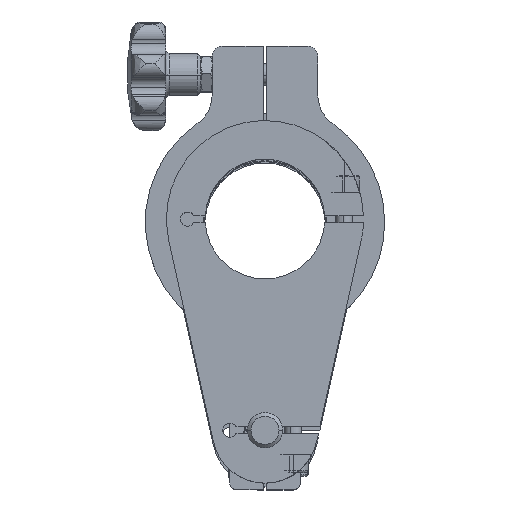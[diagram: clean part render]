
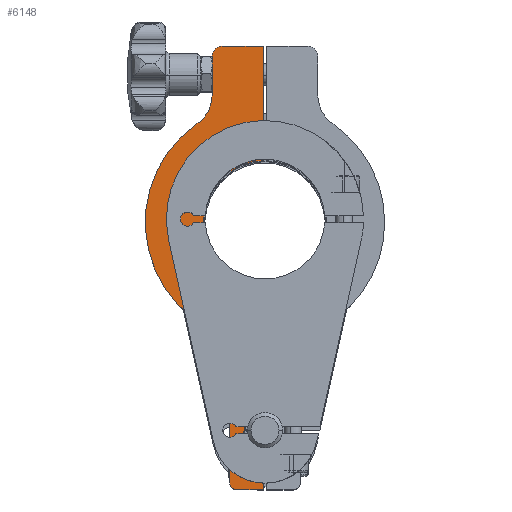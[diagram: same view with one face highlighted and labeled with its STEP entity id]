
A CAD part, top view. The second image highlights one B-rep face of the part: STEP entity #6148.
In plain terms, the highlighted planar face has unit normal (0, 0, 1).
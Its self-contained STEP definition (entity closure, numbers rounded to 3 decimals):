
#63 = CARTESIAN_POINT ( 'NONE',  ( -15., 46.98, -514. ) ) ;
#69 = ORIENTED_EDGE ( 'NONE', *, *, #1378, .F. ) ;
#119 = VERTEX_POINT ( 'NONE', #7409 ) ;
#159 = CARTESIAN_POINT ( 'NONE',  ( -10., -76.02, -514. ) ) ;
#193 = CARTESIAN_POINT ( 'NONE',  ( -19.318, 27.959, -514. ) ) ;
#240 = ORIENTED_EDGE ( 'NONE', *, *, #9413, .F. ) ;
#740 = VERTEX_POINT ( 'NONE', #10422 ) ;
#853 = EDGE_CURVE ( 'NONE', #740, #7973, #2155, .T. ) ;
#1172 = LINE ( 'NONE', #5060, #7935 ) ;
#1378 = EDGE_CURVE ( 'NONE', #119, #7070, #8925, .T. ) ;
#1399 = EDGE_CURVE ( 'NONE', #6412, #3488, #15333, .T. ) ;
#1424 = CARTESIAN_POINT ( 'NONE',  ( -12., 49.98, -514. ) ) ;
#1524 = CARTESIAN_POINT ( 'NONE',  ( -10., -74.02, -514. ) ) ;
#1601 = VECTOR ( 'NONE', #8015, 1000. ) ;
#1637 = CIRCLE ( 'NONE', #13620, 10. ) ;
#1754 = CARTESIAN_POINT ( 'NONE',  ( -20., -39.212, -514. ) ) ;
#1887 = CARTESIAN_POINT ( 'NONE',  ( -0.5, -65.979, -514. ) ) ;
#1985 = LINE ( 'NONE', #12483, #9190 ) ;
#2030 = ORIENTED_EDGE ( 'NONE', *, *, #5228, .T. ) ;
#2155 = CIRCLE ( 'NONE', #13657, 17.5 ) ;
#2213 = ORIENTED_EDGE ( 'NONE', *, *, #1399, .T. ) ;
#2271 = CARTESIAN_POINT ( 'NONE',  ( -10., -39.212, -514. ) ) ;
#2352 = CARTESIAN_POINT ( 'NONE',  ( -0.5, -80.02, -514. ) ) ;
#2821 = CARTESIAN_POINT ( 'NONE',  ( -0.5, -80.02, -514. ) ) ;
#3002 = VERTEX_POINT ( 'NONE', #1424 ) ;
#3104 = DIRECTION ( 'NONE',  ( 1., 0., 0. ) ) ;
#3488 = VERTEX_POINT ( 'NONE', #11216 ) ;
#3506 = CIRCLE ( 'NONE', #12243, 10. ) ;
#3841 = CARTESIAN_POINT ( 'NONE',  ( -8., -74.02, -514. ) ) ;
#3969 = DIRECTION ( 'NONE',  ( 1., 0., 0. ) ) ;
#4041 = DIRECTION ( 'NONE',  ( 1., 0., 0. ) ) ;
#4094 = ORIENTED_EDGE ( 'NONE', *, *, #15175, .T. ) ;
#4123 = DIRECTION ( 'NONE',  ( 0., 0., 1. ) ) ;
#4165 = DIRECTION ( 'NONE',  ( 0., 0., 1. ) ) ;
#4397 = AXIS2_PLACEMENT_3D ( 'NONE', #5875, #15422, #7246 ) ;
#4497 = AXIS2_PLACEMENT_3D ( 'NONE', #8002, #12108, #3969 ) ;
#4864 = CARTESIAN_POINT ( 'NONE',  ( -15.455, -30.304, -514. ) ) ;
#5060 = CARTESIAN_POINT ( 'NONE',  ( -15., 49.98, -514. ) ) ;
#5186 = DIRECTION ( 'NONE',  ( 1., 0., 0. ) ) ;
#5228 = EDGE_CURVE ( 'NONE', #7169, #9301, #3506, .T. ) ;
#5288 = ORIENTED_EDGE ( 'NONE', *, *, #5648, .T. ) ;
#5648 = EDGE_CURVE ( 'NONE', #740, #7338, #8788, .T. ) ;
#5828 = ORIENTED_EDGE ( 'NONE', *, *, #10241, .T. ) ;
#5875 = CARTESIAN_POINT ( 'NONE',  ( 0., -0.02, -514. ) ) ;
#6148 = ADVANCED_FACE ( 'NONE', ( #6866 ), #6639, .T. ) ;
#6226 = DIRECTION ( 'NONE',  ( 0., 0., 1. ) ) ;
#6249 = CIRCLE ( 'NONE', #4397, 34. ) ;
#6268 = VERTEX_POINT ( 'NONE', #193 ) ;
#6412 = VERTEX_POINT ( 'NONE', #7271 ) ;
#6417 = CIRCLE ( 'NONE', #13856, 2. ) ;
#6639 = PLANE ( 'NONE',  #4497 ) ;
#6669 = AXIS2_PLACEMENT_3D ( 'NONE', #14383, #6226, #15769 ) ;
#6721 = EDGE_CURVE ( 'NONE', #7453, #6412, #6417, .T. ) ;
#6866 = FACE_OUTER_BOUND ( 'NONE', #7832, .T. ) ;
#7070 = VERTEX_POINT ( 'NONE', #1887 ) ;
#7169 = VERTEX_POINT ( 'NONE', #4864 ) ;
#7179 = VECTOR ( 'NONE', #17038, 1000. ) ;
#7246 = DIRECTION ( 'NONE',  ( 1., 0., 0. ) ) ;
#7271 = CARTESIAN_POINT ( 'NONE',  ( -8., -76.02, -514. ) ) ;
#7338 = VERTEX_POINT ( 'NONE', #12136 ) ;
#7409 = CARTESIAN_POINT ( 'NONE',  ( -0.5, -54.021, -514. ) ) ;
#7453 = VERTEX_POINT ( 'NONE', #1524 ) ;
#7819 = DIRECTION ( 'NONE',  ( 0., 0., -1. ) ) ;
#7832 = EDGE_LOOP ( 'NONE', ( #240, #8779, #11714, #4094, #9050, #2030, #15231, #16585, #2213, #11618, #69, #5828, #17236, #5288 ) ) ;
#7935 = VECTOR ( 'NONE', #9184, 1000. ) ;
#7973 = VERTEX_POINT ( 'NONE', #8067 ) ;
#8002 = CARTESIAN_POINT ( 'NONE',  ( 0., -60.02, -514. ) ) ;
#8015 = DIRECTION ( 'NONE',  ( 0., 1., 0. ) ) ;
#8067 = CARTESIAN_POINT ( 'NONE',  ( -0.5, -17.513, -514. ) ) ;
#8435 = EDGE_CURVE ( 'NONE', #13444, #9712, #1172, .T. ) ;
#8502 = VECTOR ( 'NONE', #9640, 1000. ) ;
#8779 = ORIENTED_EDGE ( 'NONE', *, *, #14782, .T. ) ;
#8788 = LINE ( 'NONE', #9390, #1601 ) ;
#8925 = CIRCLE ( 'NONE', #15737, 6. ) ;
#9050 = ORIENTED_EDGE ( 'NONE', *, *, #15990, .T. ) ;
#9184 = DIRECTION ( 'NONE',  ( 0., -1., 0. ) ) ;
#9190 = VECTOR ( 'NONE', #4041, 1000. ) ;
#9301 = VERTEX_POINT ( 'NONE', #2271 ) ;
#9390 = CARTESIAN_POINT ( 'NONE',  ( -0.5, -80.02, -514. ) ) ;
#9413 = EDGE_CURVE ( 'NONE', #3002, #7338, #1985, .T. ) ;
#9640 = DIRECTION ( 'NONE',  ( 1., 0., 0. ) ) ;
#9712 = VERTEX_POINT ( 'NONE', #11925 ) ;
#9812 = LINE ( 'NONE', #2352, #13428 ) ;
#10241 = EDGE_CURVE ( 'NONE', #119, #7973, #9812, .T. ) ;
#10422 = CARTESIAN_POINT ( 'NONE',  ( -0.5, 17.473, -514. ) ) ;
#11216 = CARTESIAN_POINT ( 'NONE',  ( -0.5, -76.02, -514. ) ) ;
#11236 = DIRECTION ( 'NONE',  ( 0., 0., -1. ) ) ;
#11461 = VECTOR ( 'NONE', #15076, 1000. ) ;
#11618 = ORIENTED_EDGE ( 'NONE', *, *, #11821, .T. ) ;
#11714 = ORIENTED_EDGE ( 'NONE', *, *, #8435, .T. ) ;
#11821 = EDGE_CURVE ( 'NONE', #3488, #7070, #15094, .T. ) ;
#11839 = DIRECTION ( 'NONE',  ( 0., 1., 0. ) ) ;
#11925 = CARTESIAN_POINT ( 'NONE',  ( -15., 36.188, -514. ) ) ;
#12108 = DIRECTION ( 'NONE',  ( 0., 0., 1. ) ) ;
#12136 = CARTESIAN_POINT ( 'NONE',  ( -0.5, 49.98, -514. ) ) ;
#12243 = AXIS2_PLACEMENT_3D ( 'NONE', #1754, #11236, #3104 ) ;
#12269 = CARTESIAN_POINT ( 'NONE',  ( 0., -0.02, -514. ) ) ;
#12313 = CARTESIAN_POINT ( 'NONE',  ( 0., -60., -514. ) ) ;
#12483 = CARTESIAN_POINT ( 'NONE',  ( 15., 49.98, -514. ) ) ;
#13352 = DIRECTION ( 'NONE',  ( 0., 0., 1. ) ) ;
#13428 = VECTOR ( 'NONE', #11839, 1000. ) ;
#13444 = VERTEX_POINT ( 'NONE', #63 ) ;
#13569 = LINE ( 'NONE', #15672, #7179 ) ;
#13620 = AXIS2_PLACEMENT_3D ( 'NONE', #15995, #7819, #17349 ) ;
#13633 = DIRECTION ( 'NONE',  ( 1., 0., 0. ) ) ;
#13657 = AXIS2_PLACEMENT_3D ( 'NONE', #12269, #4123, #13633 ) ;
#13671 = DIRECTION ( 'NONE',  ( 1., 0., 0. ) ) ;
#13856 = AXIS2_PLACEMENT_3D ( 'NONE', #3841, #13352, #5186 ) ;
#14383 = CARTESIAN_POINT ( 'NONE',  ( -12., 46.98, -514. ) ) ;
#14782 = EDGE_CURVE ( 'NONE', #3002, #13444, #17579, .T. ) ;
#15076 = DIRECTION ( 'NONE',  ( 0., 1., 0. ) ) ;
#15094 = LINE ( 'NONE', #2821, #11461 ) ;
#15175 = EDGE_CURVE ( 'NONE', #9712, #6268, #1637, .T. ) ;
#15231 = ORIENTED_EDGE ( 'NONE', *, *, #16741, .T. ) ;
#15333 = LINE ( 'NONE', #159, #8502 ) ;
#15422 = DIRECTION ( 'NONE',  ( 0., 0., 1. ) ) ;
#15672 = CARTESIAN_POINT ( 'NONE',  ( -10., -60.02, -514. ) ) ;
#15737 = AXIS2_PLACEMENT_3D ( 'NONE', #12313, #4165, #13671 ) ;
#15769 = DIRECTION ( 'NONE',  ( 1., 0., 0. ) ) ;
#15990 = EDGE_CURVE ( 'NONE', #6268, #7169, #6249, .T. ) ;
#15995 = CARTESIAN_POINT ( 'NONE',  ( -25., 36.188, -514. ) ) ;
#16585 = ORIENTED_EDGE ( 'NONE', *, *, #6721, .T. ) ;
#16741 = EDGE_CURVE ( 'NONE', #9301, #7453, #13569, .T. ) ;
#17038 = DIRECTION ( 'NONE',  ( 0., -1., 0. ) ) ;
#17236 = ORIENTED_EDGE ( 'NONE', *, *, #853, .F. ) ;
#17349 = DIRECTION ( 'NONE',  ( 1., 0., 0. ) ) ;
#17579 = CIRCLE ( 'NONE', #6669, 3. ) ;
